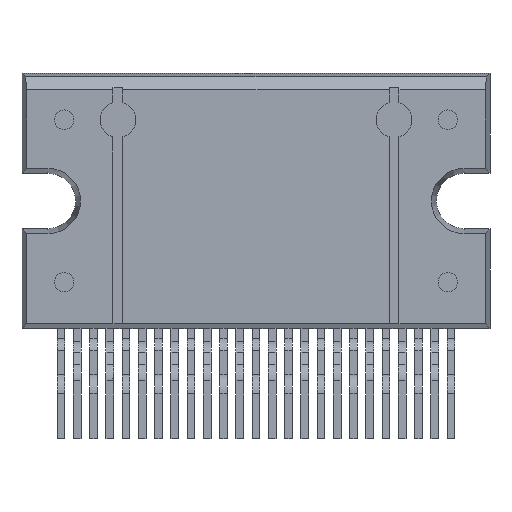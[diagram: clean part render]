
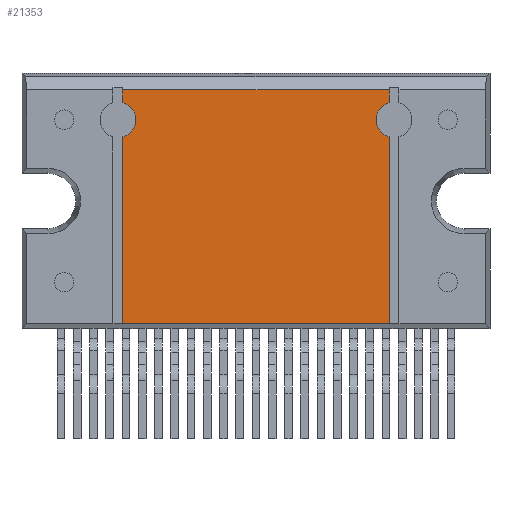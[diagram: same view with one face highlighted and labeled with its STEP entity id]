
A CAD part, front view. The second image highlights one B-rep face of the part: STEP entity #21353.
In plain terms, the highlighted planar face has unit normal (0, -1, 0).
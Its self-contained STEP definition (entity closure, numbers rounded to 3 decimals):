
#110 = CARTESIAN_POINT ( 'NONE',  ( 8.5, -2.25, 5. ) ) ;
#208 = CARTESIAN_POINT ( 'NONE',  ( 8.2, -2.25, 6.058 ) ) ;
#643 = CARTESIAN_POINT ( 'NONE',  ( -8.2, -2.25, 6.058 ) ) ;
#1512 = VECTOR ( 'NONE', #8461, 1000. ) ;
#1715 = VECTOR ( 'NONE', #20744, 1000. ) ;
#2001 = VECTOR ( 'NONE', #11621, 1000. ) ;
#2340 = DIRECTION ( 'NONE',  ( 0., -1., 0. ) ) ;
#2346 = EDGE_CURVE ( 'NONE', #29696, #22207, #10630, .T. ) ;
#2817 = LINE ( 'NONE', #22606, #16718 ) ;
#3021 = LINE ( 'NONE', #643, #1512 ) ;
#3560 = VERTEX_POINT ( 'NONE', #12497 ) ;
#4445 = VERTEX_POINT ( 'NONE', #20169 ) ;
#4974 = VERTEX_POINT ( 'NONE', #11643 ) ;
#5855 = DIRECTION ( 'NONE',  ( 0., 0., -1. ) ) ;
#5929 = CARTESIAN_POINT ( 'NONE',  ( -14.1, -2.25, 6.849 ) ) ;
#6375 = LINE ( 'NONE', #23427, #2001 ) ;
#6812 = DIRECTION ( 'NONE',  ( 0., 1., 0. ) ) ;
#7228 = LINE ( 'NONE', #22243, #20039 ) ;
#8461 = DIRECTION ( 'NONE',  ( 0., 0., 1. ) ) ;
#8596 = LINE ( 'NONE', #5929, #1715 ) ;
#9167 = EDGE_CURVE ( 'NONE', #22207, #3560, #7228, .T. ) ;
#9390 = CIRCLE ( 'NONE', #10441, 1.1 ) ;
#10441 = AXIS2_PLACEMENT_3D ( 'NONE', #22660, #27426, #17889 ) ;
#10562 = EDGE_CURVE ( 'NONE', #24750, #4445, #8596, .T. ) ;
#10630 = CIRCLE ( 'NONE', #13174, 1.1 ) ;
#10940 = DIRECTION ( 'NONE',  ( 0., 0., 1. ) ) ;
#11591 = CARTESIAN_POINT ( 'NONE',  ( -14.4, -2.25, 7.85 ) ) ;
#11621 = DIRECTION ( 'NONE',  ( 1., 0., 0. ) ) ;
#11643 = CARTESIAN_POINT ( 'NONE',  ( -8.2, -2.25, 3.942 ) ) ;
#11746 = ORIENTED_EDGE ( 'NONE', *, *, #9167, .F. ) ;
#11765 = EDGE_CURVE ( 'NONE', #22305, #4974, #22900, .T. ) ;
#12091 = DIRECTION ( 'NONE',  ( 0., 0., -1. ) ) ;
#12497 = CARTESIAN_POINT ( 'NONE',  ( 8.2, -2.25, -7.55 ) ) ;
#12520 = VERTEX_POINT ( 'NONE', #18997 ) ;
#12688 = AXIS2_PLACEMENT_3D ( 'NONE', #11591, #6812, #29571 ) ;
#12762 = EDGE_LOOP ( 'NONE', ( #23514, #18324, #17590, #22972, #20711, #11746, #23677, #23819 ) ) ;
#13174 = AXIS2_PLACEMENT_3D ( 'NONE', #110, #2340, #12091 ) ;
#15258 = CARTESIAN_POINT ( 'NONE',  ( 8.2, -2.25, 3.942 ) ) ;
#15862 = EDGE_CURVE ( 'NONE', #22305, #3560, #6375, .T. ) ;
#16718 = VECTOR ( 'NONE', #5855, 1000. ) ;
#17304 = DIRECTION ( 'NONE',  ( 0., 0., -1. ) ) ;
#17590 = ORIENTED_EDGE ( 'NONE', *, *, #20844, .F. ) ;
#17889 = DIRECTION ( 'NONE',  ( 0., 0., -1. ) ) ;
#18324 = ORIENTED_EDGE ( 'NONE', *, *, #22645, .F. ) ;
#18473 = CARTESIAN_POINT ( 'NONE',  ( -8.2, -2.25, -10.938 ) ) ;
#18997 = CARTESIAN_POINT ( 'NONE',  ( -8.2, -2.25, 6.058 ) ) ;
#20039 = VECTOR ( 'NONE', #17304, 1000. ) ;
#20169 = CARTESIAN_POINT ( 'NONE',  ( -8.2, -2.25, 6.849 ) ) ;
#20711 = ORIENTED_EDGE ( 'NONE', *, *, #15862, .T. ) ;
#20744 = DIRECTION ( 'NONE',  ( -1., 0., 0. ) ) ;
#20844 = EDGE_CURVE ( 'NONE', #4974, #12520, #9390, .T. ) ;
#21353 = ADVANCED_FACE ( 'NONE', ( #24362 ), #28945, .F. ) ;
#22207 = VERTEX_POINT ( 'NONE', #15258 ) ;
#22243 = CARTESIAN_POINT ( 'NONE',  ( 8.2, -2.25, -10.938 ) ) ;
#22305 = VERTEX_POINT ( 'NONE', #22893 ) ;
#22606 = CARTESIAN_POINT ( 'NONE',  ( 8.2, -2.25, 6.058 ) ) ;
#22645 = EDGE_CURVE ( 'NONE', #12520, #4445, #3021, .T. ) ;
#22660 = CARTESIAN_POINT ( 'NONE',  ( -8.5, -2.25, 5. ) ) ;
#22893 = CARTESIAN_POINT ( 'NONE',  ( -8.2, -2.25, -7.55 ) ) ;
#22900 = LINE ( 'NONE', #18473, #24765 ) ;
#22972 = ORIENTED_EDGE ( 'NONE', *, *, #11765, .F. ) ;
#23295 = EDGE_CURVE ( 'NONE', #24750, #29696, #2817, .T. ) ;
#23427 = CARTESIAN_POINT ( 'NONE',  ( -14.4, -2.25, -7.55 ) ) ;
#23514 = ORIENTED_EDGE ( 'NONE', *, *, #10562, .T. ) ;
#23677 = ORIENTED_EDGE ( 'NONE', *, *, #2346, .F. ) ;
#23819 = ORIENTED_EDGE ( 'NONE', *, *, #23295, .F. ) ;
#24362 = FACE_OUTER_BOUND ( 'NONE', #12762, .T. ) ;
#24750 = VERTEX_POINT ( 'NONE', #30108 ) ;
#24765 = VECTOR ( 'NONE', #10940, 1000. ) ;
#27426 = DIRECTION ( 'NONE',  ( 0., -1., 0. ) ) ;
#28945 = PLANE ( 'NONE',  #12688 ) ;
#29571 = DIRECTION ( 'NONE',  ( 0., 0., 1. ) ) ;
#29696 = VERTEX_POINT ( 'NONE', #208 ) ;
#30108 = CARTESIAN_POINT ( 'NONE',  ( 8.2, -2.25, 6.849 ) ) ;
